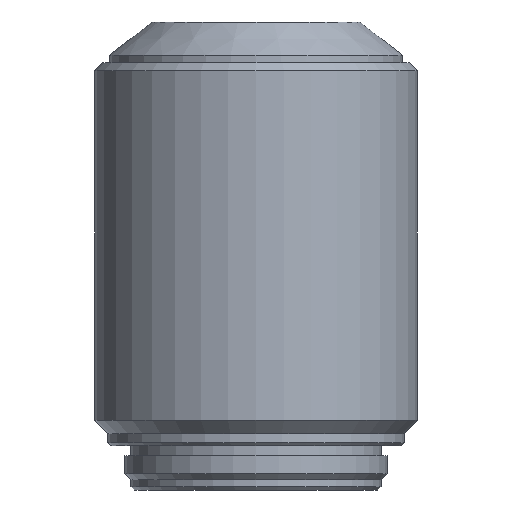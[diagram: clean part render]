
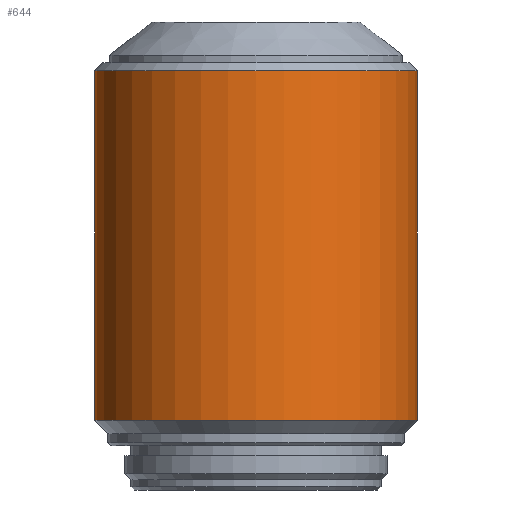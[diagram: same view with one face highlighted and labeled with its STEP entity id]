
A CAD part, front view. The second image highlights one B-rep face of the part: STEP entity #644.
In plain terms, the highlighted cylindrical face has radius 16 mm (diameter 32 mm), a partial arc.
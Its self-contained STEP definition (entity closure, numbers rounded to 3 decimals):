
#644 = ADVANCED_FACE ( 'NONE', ( #7503 ), #5560, .T. ) ;
#756 = DIRECTION ( 'NONE',  ( 0., 0., 1. ) ) ;
#1432 = DIRECTION ( 'NONE',  ( 0., 0., -1. ) ) ;
#2562 = CARTESIAN_POINT ( 'NONE',  ( -16., 0., 6.9 ) ) ;
#2698 = CARTESIAN_POINT ( 'NONE',  ( 0., 0., 6.9 ) ) ;
#2952 = ORIENTED_EDGE ( 'NONE', *, *, #6996, .F. ) ;
#3122 = AXIS2_PLACEMENT_3D ( 'NONE', #2698, #756, #7221 ) ;
#3354 = CARTESIAN_POINT ( 'NONE',  ( 0., 0., 46.423 ) ) ;
#4646 = EDGE_LOOP ( 'NONE', ( #2952, #12600, #4903, #21440 ) ) ;
#4903 = ORIENTED_EDGE ( 'NONE', *, *, #5698, .T. ) ;
#5560 = CYLINDRICAL_SURFACE ( 'NONE', #22860, 16. ) ;
#5698 = EDGE_CURVE ( 'NONE', #23329, #9881, #20385, .T. ) ;
#6996 = EDGE_CURVE ( 'NONE', #23254, #23203, #12743, .T. ) ;
#7221 = DIRECTION ( 'NONE',  ( -1., 0., 0. ) ) ;
#7503 = FACE_OUTER_BOUND ( 'NONE', #4646, .T. ) ;
#7744 = CARTESIAN_POINT ( 'NONE',  ( -16., 0., 41.6 ) ) ;
#9881 = VERTEX_POINT ( 'NONE', #2562 ) ;
#10531 = CARTESIAN_POINT ( 'NONE',  ( -16., 0., 46.423 ) ) ;
#11258 = DIRECTION ( 'NONE',  ( 0., 0., -1. ) ) ;
#12600 = ORIENTED_EDGE ( 'NONE', *, *, #19697, .T. ) ;
#12743 = LINE ( 'NONE', #20652, #15422 ) ;
#13001 = DIRECTION ( 'NONE',  ( 0., 0., -1. ) ) ;
#15422 = VECTOR ( 'NONE', #13001, 1000. ) ;
#15578 = AXIS2_PLACEMENT_3D ( 'NONE', #15696, #1432, #20221 ) ;
#15696 = CARTESIAN_POINT ( 'NONE',  ( 0., 0., 41.6 ) ) ;
#15950 = CIRCLE ( 'NONE', #3122, 16. ) ;
#18448 = DIRECTION ( 'NONE',  ( 0., 0., -1. ) ) ;
#19169 = DIRECTION ( 'NONE',  ( -1., 0., 0. ) ) ;
#19609 = VECTOR ( 'NONE', #18448, 1000. ) ;
#19697 = EDGE_CURVE ( 'NONE', #23254, #23329, #21773, .T. ) ;
#19790 = CARTESIAN_POINT ( 'NONE',  ( 16., 0., 41.6 ) ) ;
#20221 = DIRECTION ( 'NONE',  ( 1., 0., 0. ) ) ;
#20385 = LINE ( 'NONE', #10531, #19609 ) ;
#20652 = CARTESIAN_POINT ( 'NONE',  ( 16., 0., 46.423 ) ) ;
#21440 = ORIENTED_EDGE ( 'NONE', *, *, #23693, .T. ) ;
#21773 = CIRCLE ( 'NONE', #15578, 16. ) ;
#22860 = AXIS2_PLACEMENT_3D ( 'NONE', #3354, #11258, #19169 ) ;
#23203 = VERTEX_POINT ( 'NONE', #24967 ) ;
#23254 = VERTEX_POINT ( 'NONE', #19790 ) ;
#23329 = VERTEX_POINT ( 'NONE', #7744 ) ;
#23693 = EDGE_CURVE ( 'NONE', #9881, #23203, #15950, .T. ) ;
#24967 = CARTESIAN_POINT ( 'NONE',  ( 16., 0., 6.9 ) ) ;
